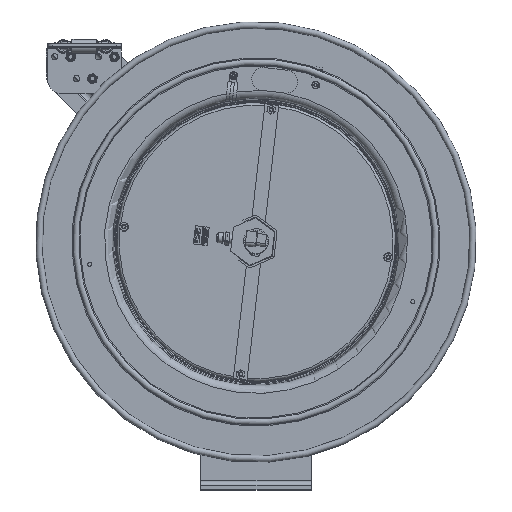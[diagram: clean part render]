
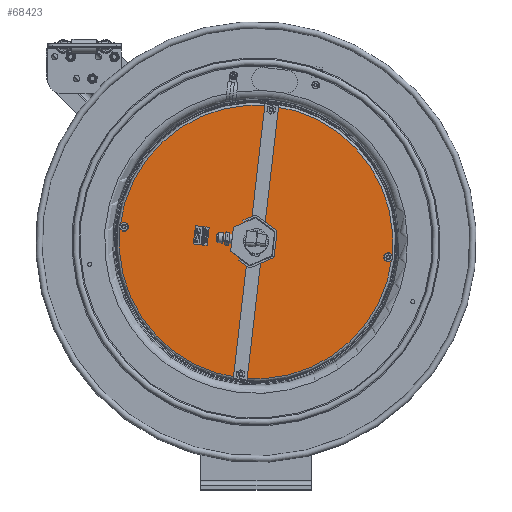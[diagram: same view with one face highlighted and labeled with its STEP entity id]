
A CAD part, top view. The second image highlights one B-rep face of the part: STEP entity #68423.
In plain terms, the highlighted planar face has unit normal (0, 0, 1).
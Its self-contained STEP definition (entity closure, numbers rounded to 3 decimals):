
#3522=FACE_BOUND('',#8153,.T.);
#3523=FACE_BOUND('',#8154,.T.);
#3524=FACE_BOUND('',#8155,.T.);
#3525=FACE_BOUND('',#8156,.T.);
#3526=FACE_BOUND('',#8157,.T.);
#3972=PLANE('',#71621);
#5371=FACE_OUTER_BOUND('',#8152,.T.);
#8152=EDGE_LOOP('',(#48138));
#8153=EDGE_LOOP('',(#48139));
#8154=EDGE_LOOP('',(#48140));
#8155=EDGE_LOOP('',(#48141));
#8156=EDGE_LOOP('',(#48142));
#8157=EDGE_LOOP('',(#48143));
#24733=CIRCLE('',#71622,7.455);
#24734=CIRCLE('',#71623,0.655);
#24735=CIRCLE('',#71624,0.14);
#24736=CIRCLE('',#71625,0.14);
#24737=CIRCLE('',#71626,0.14);
#24738=CIRCLE('',#71627,0.14);
#27287=VERTEX_POINT('',#92988);
#27288=VERTEX_POINT('',#92990);
#27289=VERTEX_POINT('',#92992);
#27290=VERTEX_POINT('',#92994);
#27291=VERTEX_POINT('',#92996);
#27292=VERTEX_POINT('',#92998);
#36203=EDGE_CURVE('',#27287,#27287,#24733,.T.);
#36204=EDGE_CURVE('',#27288,#27288,#24734,.T.);
#36205=EDGE_CURVE('',#27289,#27289,#24735,.T.);
#36206=EDGE_CURVE('',#27290,#27290,#24736,.T.);
#36207=EDGE_CURVE('',#27291,#27291,#24737,.T.);
#36208=EDGE_CURVE('',#27292,#27292,#24738,.T.);
#48138=ORIENTED_EDGE('',*,*,#36203,.F.);
#48139=ORIENTED_EDGE('',*,*,#36204,.T.);
#48140=ORIENTED_EDGE('',*,*,#36205,.T.);
#48141=ORIENTED_EDGE('',*,*,#36206,.T.);
#48142=ORIENTED_EDGE('',*,*,#36207,.T.);
#48143=ORIENTED_EDGE('',*,*,#36208,.T.);
#68423=ADVANCED_FACE('',(#5371,#3522,#3523,#3524,#3525,#3526),#3972,.T.);
#71621=AXIS2_PLACEMENT_3D('',#92987,#76722,#76723);
#71622=AXIS2_PLACEMENT_3D('',#92989,#76724,#76725);
#71623=AXIS2_PLACEMENT_3D('',#92991,#76726,#76727);
#71624=AXIS2_PLACEMENT_3D('',#92993,#76728,#76729);
#71625=AXIS2_PLACEMENT_3D('',#92995,#76730,#76731);
#71626=AXIS2_PLACEMENT_3D('',#92997,#76732,#76733);
#71627=AXIS2_PLACEMENT_3D('',#92999,#76734,#76735);
#76722=DIRECTION('center_axis',(0.,0.,
1.));
#76723=DIRECTION('ref_axis',(0.115,0.993,0.));
#76724=DIRECTION('center_axis',(0.,0.,
-1.));
#76725=DIRECTION('ref_axis',(0.115,0.993,0.));
#76726=DIRECTION('center_axis',(0.,0.,
-1.));
#76727=DIRECTION('ref_axis',(-0.115,-0.993,0.));
#76728=DIRECTION('center_axis',(0.,0.,
-1.));
#76729=DIRECTION('ref_axis',(0.115,0.993,0.));
#76730=DIRECTION('center_axis',(0.,0.,
-1.));
#76731=DIRECTION('ref_axis',(0.115,0.993,0.));
#76732=DIRECTION('center_axis',(0.,0.,
-1.));
#76733=DIRECTION('ref_axis',(0.115,0.993,0.));
#76734=DIRECTION('center_axis',(0.,0.,
-1.));
#76735=DIRECTION('ref_axis',(0.115,0.993,0.));
#92987=CARTESIAN_POINT('Origin',(0.,-0.01,
4.685));
#92988=CARTESIAN_POINT('',(-0.857,-7.416,4.685));
#92989=CARTESIAN_POINT('Origin',(0.,-0.01,
4.685));
#92990=CARTESIAN_POINT('',(0.075,0.641,4.685));
#92991=CARTESIAN_POINT('Origin',(0.,-0.01,
4.685));
#92992=CARTESIAN_POINT('',(0.849,7.331,4.685));
#92993=CARTESIAN_POINT('Origin',(0.833,7.192,4.685));
#92994=CARTESIAN_POINT('',(7.218,-0.704,4.685));
#92995=CARTESIAN_POINT('Origin',(7.202,-0.843,4.685));
#92996=CARTESIAN_POINT('',(-7.186,0.962,4.685));
#92997=CARTESIAN_POINT('Origin',(-7.202,0.823,4.685));
#92998=CARTESIAN_POINT('',(-0.817,-7.073,4.685));
#92999=CARTESIAN_POINT('Origin',(-0.833,-7.212,4.685));
